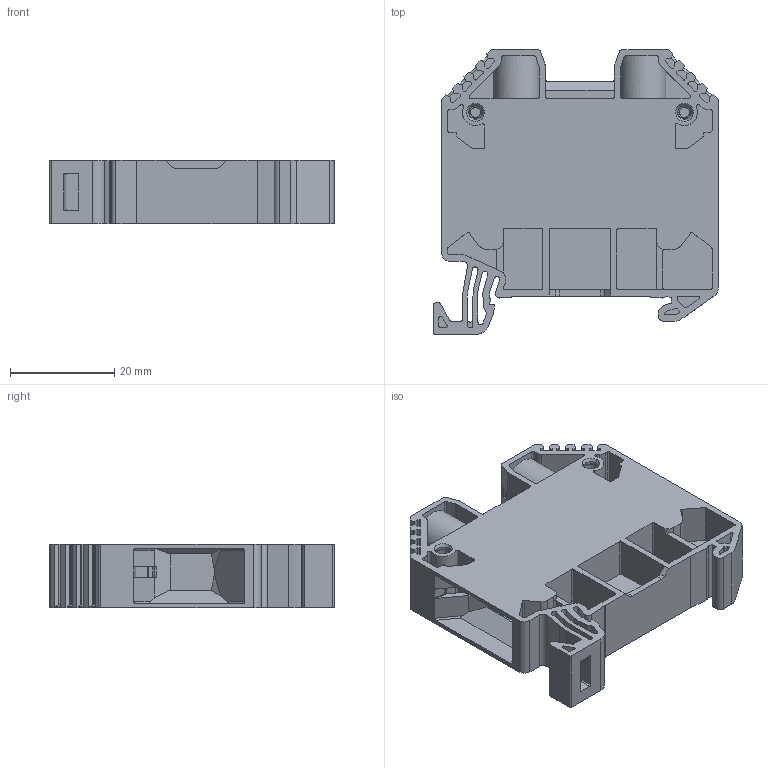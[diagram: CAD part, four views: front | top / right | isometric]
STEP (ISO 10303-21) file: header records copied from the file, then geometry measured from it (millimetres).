
FILE_DESCRIPTION((''),'2;1');
FILE_NAME('SRK160ISO_2A','2013-11-04T',('Andreas Nolte'),(''),'PRO/ENGINEER BY PARAMETRIC TECHNOLOGY CORPORATION, 2013130','PRO/ENGINEER BY PARAMETRIC TECHNOLOGY CORPORATION, 2013130','');
FILE_SCHEMA(('CONFIG_CONTROL_DESIGN'));
Length unit declared in the file: millimetre
Products named in the file (1): SRK160ISO_2A
Bounding box: 54.5 x 54.5 x 12.1 mm (x, y, z)
Volume: 17786.4 mm3; surface area: 13332.9 mm2
Topology: 1 solids, 1 shells, 678 faces, 1882 edges, 1230 vertices
Faces by surface type: plane 370, cylinder 278, torus 22, cone 8
Entity records: 22453 total; most frequent: CARTESIAN_POINT 4833, ORIENTED_EDGE 3764, DIRECTION 3606, EDGE_CURVE 1882, VECTOR 1254, LINE 1254, VERTEX_POINT 1230, AXIS2_PLACEMENT_3D 1176
